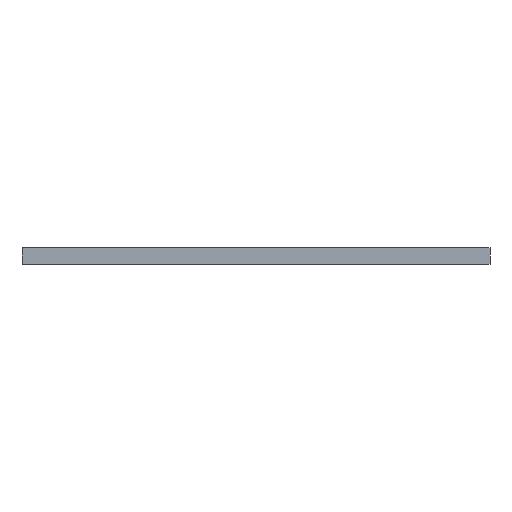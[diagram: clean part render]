
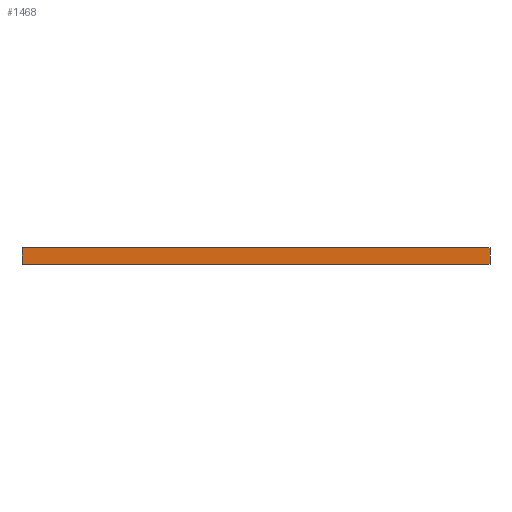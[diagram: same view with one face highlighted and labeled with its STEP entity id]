
A CAD part, left-side view. The second image highlights one B-rep face of the part: STEP entity #1468.
In plain terms, the highlighted planar face has unit normal (-1, 0, 0).
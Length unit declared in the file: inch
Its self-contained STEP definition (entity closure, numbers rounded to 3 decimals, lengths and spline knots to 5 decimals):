
#9 = AXIS2_PLACEMENT_3D ( 'NONE', #1347, #1498, #1091 ) ;
#96 = CARTESIAN_POINT ( 'NONE',  ( -0.54861, 0.3878, -0.59405 ) ) ;
#117 = VECTOR ( 'NONE', #991, 39.37008 ) ;
#146 = CARTESIAN_POINT ( 'NONE',  ( -0.54861, 0.3878, 0. ) ) ;
#180 = EDGE_LOOP ( 'NONE', ( #471, #584, #1677, #1130 ) ) ;
#200 = VERTEX_POINT ( 'NONE', #1288 ) ;
#221 = VERTEX_POINT ( 'NONE', #1169 ) ;
#256 = DIRECTION ( 'NONE',  ( 0., 1., 0. ) ) ;
#260 = LINE ( 'NONE', #1663, #117 ) ;
#302 = VECTOR ( 'NONE', #526, 39.37008 ) ;
#309 = EDGE_CURVE ( 'NONE', #221, #519, #982, .T. ) ;
#379 = FACE_OUTER_BOUND ( 'NONE', #180, .T. ) ;
#461 = CARTESIAN_POINT ( 'NONE',  ( -0.54861, -0.4878, 0.03125 ) ) ;
#471 = ORIENTED_EDGE ( 'NONE', *, *, #1535, .T. ) ;
#519 = VERTEX_POINT ( 'NONE', #146 ) ;
#526 = DIRECTION ( 'NONE',  ( 0., 0., 1. ) ) ;
#528 = DIRECTION ( 'NONE',  ( 0., 1., 0. ) ) ;
#584 = ORIENTED_EDGE ( 'NONE', *, *, #1113, .F. ) ;
#764 = VERTEX_POINT ( 'NONE', #461 ) ;
#779 = CARTESIAN_POINT ( 'NONE',  ( -0.54861, 0.1378, 0.03125 ) ) ;
#949 = PLANE ( 'NONE',  #9 ) ;
#982 = LINE ( 'NONE', #1358, #1652 ) ;
#991 = DIRECTION ( 'NONE',  ( 0., 0., 1. ) ) ;
#1091 = DIRECTION ( 'NONE',  ( 0., 0., -1. ) ) ;
#1113 = EDGE_CURVE ( 'NONE', #519, #200, #1361, .T. ) ;
#1130 = ORIENTED_EDGE ( 'NONE', *, *, #1152, .T. ) ;
#1132 = VECTOR ( 'NONE', #528, 39.37008 ) ;
#1152 = EDGE_CURVE ( 'NONE', #221, #764, #260, .T. ) ;
#1169 = CARTESIAN_POINT ( 'NONE',  ( -0.54861, -0.4878, 0. ) ) ;
#1288 = CARTESIAN_POINT ( 'NONE',  ( -0.54861, 0.3878, 0.03125 ) ) ;
#1339 = LINE ( 'NONE', #779, #1132 ) ;
#1347 = CARTESIAN_POINT ( 'NONE',  ( -0.54861, 0.1378, 0. ) ) ;
#1358 = CARTESIAN_POINT ( 'NONE',  ( -0.54861, 0.1378, 0. ) ) ;
#1361 = LINE ( 'NONE', #96, #302 ) ;
#1468 = ADVANCED_FACE ( 'NONE', ( #379 ), #949, .F. ) ;
#1498 = DIRECTION ( 'NONE',  ( 1., 0., 0. ) ) ;
#1535 = EDGE_CURVE ( 'NONE', #764, #200, #1339, .T. ) ;
#1652 = VECTOR ( 'NONE', #256, 39.37008 ) ;
#1663 = CARTESIAN_POINT ( 'NONE',  ( -0.54861, -0.4878, -0.59405 ) ) ;
#1677 = ORIENTED_EDGE ( 'NONE', *, *, #309, .F. ) ;
